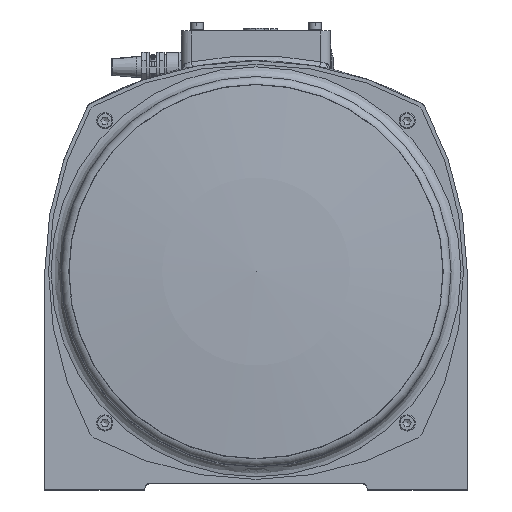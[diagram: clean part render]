
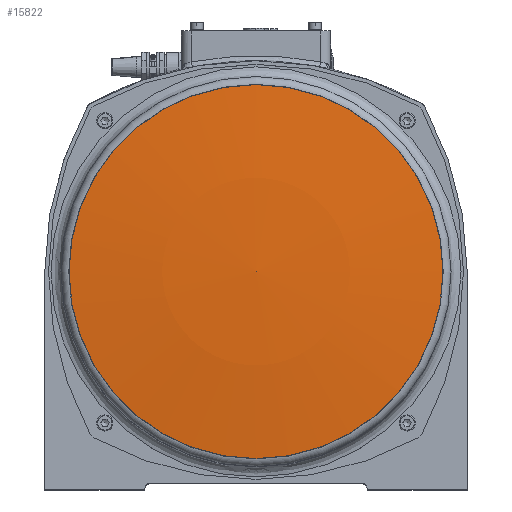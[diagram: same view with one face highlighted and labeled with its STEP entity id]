
A CAD part, top view. The second image highlights one B-rep face of the part: STEP entity #15822.
In plain terms, the highlighted spherical face has radius 1502 mm.
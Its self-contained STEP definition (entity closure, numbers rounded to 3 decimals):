
#15802=CARTESIAN_POINT('',(0.,-154.202,278.421));
#15803=VERTEX_POINT('',#15802);
#15804=CARTESIAN_POINT('',(0.,-3.5,278.421));
#15805=DIRECTION('',(0.0,0.0,-1.0));
#15806=DIRECTION('',(0.0,1.0,0.0));
#15807=AXIS2_PLACEMENT_3D('',#15804,#15805,#15806);
#15808=CIRCLE('',#15807,150.702);
#15809=EDGE_CURVE('',#15803,#15803,#15808,.T.);
#15814=CARTESIAN_POINT('',(0.,-3.5,-1216.));
#15815=DIRECTION('',(0.0,0.0,1.0));
#15816=DIRECTION('',(1.0,0.0,0.0));
#15817=AXIS2_PLACEMENT_3D('',#15814,#15815,#15816);
#15818=SPHERICAL_SURFACE('',#15817,1502.);
#15819=ORIENTED_EDGE('',*,*,#15809,.F.);
#15820=EDGE_LOOP('',(#15819));
#15821=FACE_OUTER_BOUND('',#15820,.T.);
#15822=ADVANCED_FACE('',(#15821),#15818,.T.);
